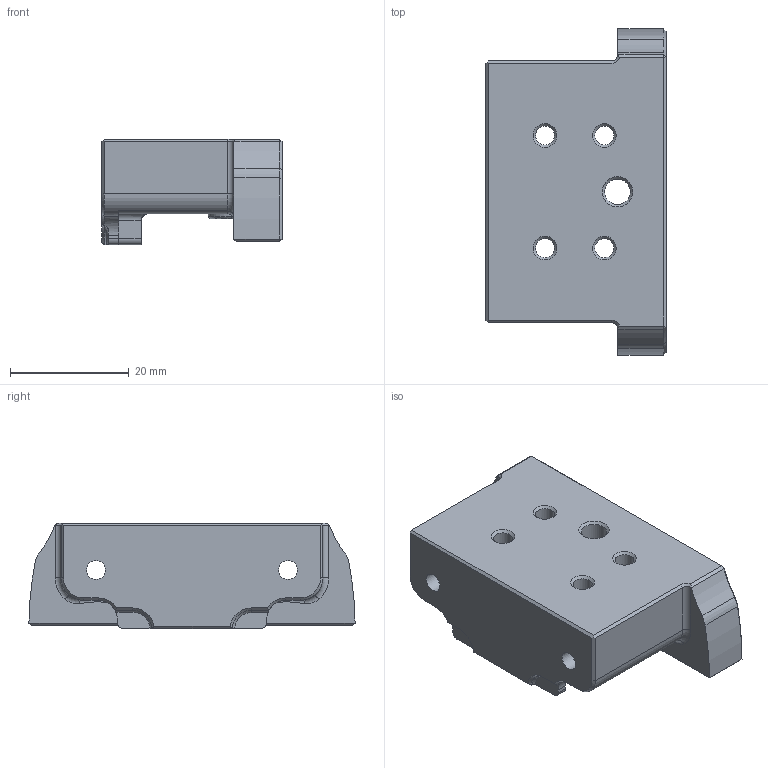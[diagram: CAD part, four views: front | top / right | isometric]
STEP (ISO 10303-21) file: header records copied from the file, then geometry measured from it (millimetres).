
FILE_DESCRIPTION(/* description */ (''),/* implementation_level */ '2;1');
FILE_NAME(/* name */ 'LGX_Lite_Front_Screws.step',/* time_stamp */ '2022-02-26T11:59:50+00:00',/* author */ (''),/* organization */ (''),/* preprocessor_version */ 'ST-DEVELOPER v18.1',/* originating_system */ 'Autodesk Translation Framework v10.13.0.1454',/* authorisation */ '');
FILE_SCHEMA (('AUTOMOTIVE_DESIGN { 1 0 10303 214 3 1 1 }'));
Length unit declared in the file: millimetre
Products named in the file (2): LGX_Lite; Mount
Assembly tree (1 placements, depth 2):
  LGX_Lite
    Mount
Bounding box: 30.4 x 55.03 x 17.81 mm (x, y, z)
Volume: 17563.7 mm3; surface area: 7059.7 mm2
Topology: 1 solids, 1 shells, 247 faces, 631 edges, 376 vertices
Faces by surface type: plane 67, cylinder 60, bspline 57, cone 29, torus 26, sphere 8
Full cylindrical faces by diameter (mm): 3.2 x6, 4.3 x1, 4.8 x2, 5.7 x4, 6 x2
Entity records: 9837 total; most frequent: CARTESIAN_POINT 4035, ORIENTED_EDGE 1238, DIRECTION 1172, EDGE_CURVE 619, AXIS2_PLACEMENT_3D 466, VERTEX_POINT 376, EDGE_LOOP 263, FACE_OUTER_BOUND 247
